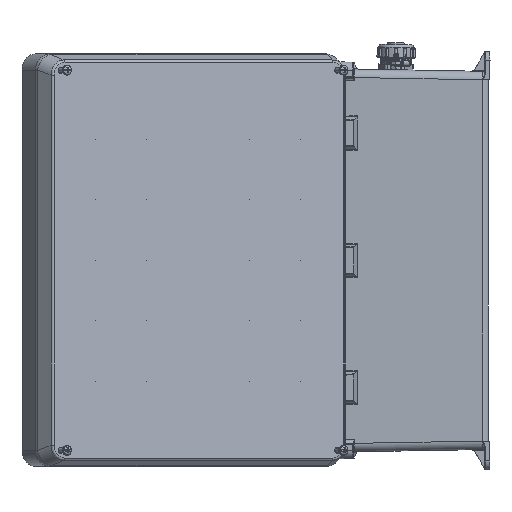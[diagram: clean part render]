
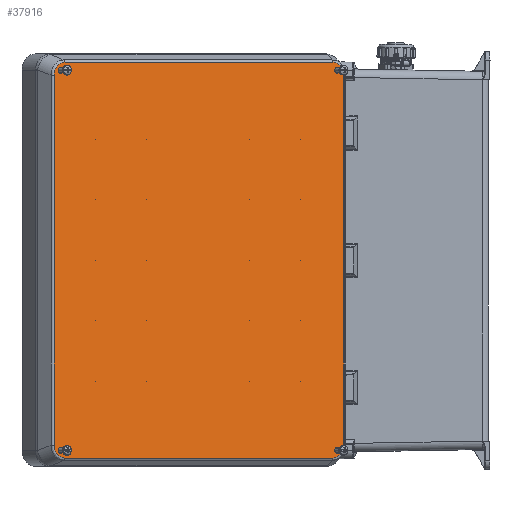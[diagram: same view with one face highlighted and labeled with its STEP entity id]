
A CAD part, left-side view. The second image highlights one B-rep face of the part: STEP entity #37916.
In plain terms, the highlighted face is planar.
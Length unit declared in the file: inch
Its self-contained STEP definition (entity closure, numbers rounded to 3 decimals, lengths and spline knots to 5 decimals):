
#1653 = CARTESIAN_POINT ( 'NONE',  ( 0., 0., -15.00544 ) ) ;
#2533 = DIRECTION ( 'NONE',  ( 0., 0., 1. ) ) ;
#2933 = ORIENTED_EDGE ( 'NONE', *, *, #28638, .F. ) ;
#3463 = EDGE_CURVE ( 'NONE', #4446, #22802, #21458, .T. ) ;
#3906 = AXIS2_PLACEMENT_3D ( 'NONE', #11278, #42561, #15810 ) ;
#4144 = FACE_BOUND ( 'NONE', #4441, .T. ) ;
#4392 = LINE ( 'NONE', #15962, #38780 ) ;
#4441 = EDGE_LOOP ( 'NONE', ( #29258 ) ) ;
#4446 = VERTEX_POINT ( 'NONE', #16951 ) ;
#5190 = CARTESIAN_POINT ( 'NONE',  ( 0., 0., -0.31456 ) ) ;
#5268 = LINE ( 'NONE', #5190, #26329 ) ;
#5629 = CARTESIAN_POINT ( 'NONE',  ( -5.86991, 0., -15.00544 ) ) ;
#5741 = EDGE_CURVE ( 'NONE', #53967, #53967, #27045, .T. ) ;
#6450 = CARTESIAN_POINT ( 'NONE',  ( 6.34544, 0., -0.79009 ) ) ;
#8401 = VERTEX_POINT ( 'NONE', #6450 ) ;
#8486 = ORIENTED_EDGE ( 'NONE', *, *, #14242, .T. ) ;
#10575 = VERTEX_POINT ( 'NONE', #23755 ) ;
#10731 = AXIS2_PLACEMENT_3D ( 'NONE', #25695, #56990, #30187 ) ;
#11049 = EDGE_LOOP ( 'NONE', ( #51159, #40495, #57582, #2933, #8486, #24912, #45377, #47853 ) ) ;
#11278 = CARTESIAN_POINT ( 'NONE',  ( 6.05905, 0., -14.71905 ) ) ;
#11464 = CARTESIAN_POINT ( 'NONE',  ( -6.15371, 0., -15.00544 ) ) ;
#11593 = CARTESIAN_POINT ( 'NONE',  ( 6.05905, 0., -0.71095 ) ) ;
#14242 = EDGE_CURVE ( 'NONE', #18047, #22055, #42782, .T. ) ;
#15403 = EDGE_CURVE ( 'NONE', #10575, #10575, #43192, .T. ) ;
#15429 = CARTESIAN_POINT ( 'NONE',  ( 6.34544, 0., -14.81371 ) ) ;
#15544 = CARTESIAN_POINT ( 'NONE',  ( -6.34544, 0., -0.50629 ) ) ;
#15810 = DIRECTION ( 'NONE',  ( 0., 0., 1. ) ) ;
#15944 = ORIENTED_EDGE ( 'NONE', *, *, #5741, .F. ) ;
#15962 = CARTESIAN_POINT ( 'NONE',  ( 6.34544, 0., -0.81219 ) ) ;
#15998 = CARTESIAN_POINT ( 'NONE',  ( -6.34544, 0., -14.52991 ) ) ;
#16158 = FACE_BOUND ( 'NONE', #51535, .T. ) ;
#16951 = CARTESIAN_POINT ( 'NONE',  ( 6.34544, 0., -14.52991 ) ) ;
#17579 = FACE_BOUND ( 'NONE', #24645, .T. ) ;
#18047 = VERTEX_POINT ( 'NONE', #25292 ) ;
#18094 = CARTESIAN_POINT ( 'NONE',  ( -6.05905, 0., -0.60095 ) ) ;
#18264 = CARTESIAN_POINT ( 'NONE',  ( 5.86991, 0., -0.31456 ) ) ;
#19987 =( BOUNDED_CURVE ( )  B_SPLINE_CURVE ( 3, ( #35997, #31511, #44988, #18264 ),
 .UNSPECIFIED., .F., .F. ) 
 B_SPLINE_CURVE_WITH_KNOTS ( ( 4, 4 ),
 ( 2.40401, 3.87917 ),
 .UNSPECIFIED. ) 
 CURVE ( )  GEOMETRIC_REPRESENTATION_ITEM ( )  RATIONAL_B_SPLINE_CURVE ( ( 1., 0.827, 0.827, 1. ) ) 
 REPRESENTATION_ITEM ( '' )  );
#20150 = CARTESIAN_POINT ( 'NONE',  ( -6.34544, 0., -14.81371 ) ) ;
#20660 = DIRECTION ( 'NONE',  ( 0., 1., 0. ) ) ;
#21458 =( BOUNDED_CURVE ( )  B_SPLINE_CURVE ( 3, ( #51144, #15429, #28708, #24424 ),
 .UNSPECIFIED., .F., .T. ) 
 B_SPLINE_CURVE_WITH_KNOTS ( ( 4, 4 ),
 ( 2.40401, 3.87917 ),
 .UNSPECIFIED. ) 
 CURVE ( )  GEOMETRIC_REPRESENTATION_ITEM ( )  RATIONAL_B_SPLINE_CURVE ( ( 1., 0.827, 0.827, 1. ) ) 
 REPRESENTATION_ITEM ( '' )  );
#22055 = VERTEX_POINT ( 'NONE', #5629 ) ;
#22571 = DIRECTION ( 'NONE',  ( 0., 0., -1. ) ) ;
#22802 = VERTEX_POINT ( 'NONE', #43942 ) ;
#23448 = DIRECTION ( 'NONE',  ( -1., 0., 0. ) ) ;
#23509 = CARTESIAN_POINT ( 'NONE',  ( -6.34544, 0., -0.79009 ) ) ;
#23731 = VERTEX_POINT ( 'NONE', #48045 ) ;
#23755 = CARTESIAN_POINT ( 'NONE',  ( -6.05905, 0., -14.60685 ) ) ;
#24074 = ORIENTED_EDGE ( 'NONE', *, *, #28742, .F. ) ;
#24424 = CARTESIAN_POINT ( 'NONE',  ( 5.86991, 0., -15.00544 ) ) ;
#24541 = CARTESIAN_POINT ( 'NONE',  ( -6.15371, 0., -0.31456 ) ) ;
#24645 = EDGE_LOOP ( 'NONE', ( #15944 ) ) ;
#24912 = ORIENTED_EDGE ( 'NONE', *, *, #50189, .F. ) ;
#25292 = CARTESIAN_POINT ( 'NONE',  ( -6.34544, 0., -14.52991 ) ) ;
#25695 = CARTESIAN_POINT ( 'NONE',  ( 6.05905, 0., -0.60095 ) ) ;
#26329 = VECTOR ( 'NONE', #23448, 39.37008 ) ;
#26776 = DIRECTION ( 'NONE',  ( 0., 1., 0. ) ) ;
#27045 = CIRCLE ( 'NONE', #29451, 0.1122 ) ;
#28025 = FACE_BOUND ( 'NONE', #35541, .T. ) ;
#28638 = EDGE_CURVE ( 'NONE', #18047, #33054, #57754, .T. ) ;
#28708 = CARTESIAN_POINT ( 'NONE',  ( 6.15371, 0., -15.00544 ) ) ;
#28742 = EDGE_CURVE ( 'NONE', #44794, #44794, #53496, .T. ) ;
#29201 = CARTESIAN_POINT ( 'NONE',  ( -6.34544, 0., -0.81219 ) ) ;
#29258 = ORIENTED_EDGE ( 'NONE', *, *, #50262, .T. ) ;
#29450 = EDGE_CURVE ( 'NONE', #39005, #34357, #5268, .T. ) ;
#29451 = AXIS2_PLACEMENT_3D ( 'NONE', #18094, #49287, #22571 ) ;
#30187 = DIRECTION ( 'NONE',  ( 0., 0., -1. ) ) ;
#31511 = CARTESIAN_POINT ( 'NONE',  ( 6.34544, 0., -0.50629 ) ) ;
#33054 = VERTEX_POINT ( 'NONE', #23509 ) ;
#34320 = CARTESIAN_POINT ( 'NONE',  ( 5.86991, 0., -0.31456 ) ) ;
#34357 = VERTEX_POINT ( 'NONE', #43119 ) ;
#35201 = CIRCLE ( 'NONE', #3906, 0.11 ) ;
#35276 = CARTESIAN_POINT ( 'NONE',  ( -6.05905, 0., -0.71315 ) ) ;
#35541 = EDGE_LOOP ( 'NONE', ( #24074 ) ) ;
#35588 = AXIS2_PLACEMENT_3D ( 'NONE', #53541, #26776, #58082 ) ;
#35997 = CARTESIAN_POINT ( 'NONE',  ( 6.34544, 0., -0.79009 ) ) ;
#37916 = ADVANCED_FACE ( 'NONE', ( #17579, #28025, #53186, #16158, #4144 ), #47338, .F. ) ;
#38780 = VECTOR ( 'NONE', #43324, 39.37008 ) ;
#39005 = VERTEX_POINT ( 'NONE', #34320 ) ;
#39398 = EDGE_CURVE ( 'NONE', #33054, #34357, #56163, .T. ) ;
#39453 = VECTOR ( 'NONE', #50910, 39.37008 ) ;
#39471 = ORIENTED_EDGE ( 'NONE', *, *, #15403, .T. ) ;
#40495 = ORIENTED_EDGE ( 'NONE', *, *, #29450, .T. ) ;
#42015 = EDGE_CURVE ( 'NONE', #8401, #39005, #19987, .T. ) ;
#42561 = DIRECTION ( 'NONE',  ( 0., 1., 0. ) ) ;
#42706 = CARTESIAN_POINT ( 'NONE',  ( 6.66, 0., 0. ) ) ;
#42782 =( BOUNDED_CURVE ( )  B_SPLINE_CURVE ( 3, ( #15998, #20150, #11464, #47220 ),
 .UNSPECIFIED., .F., .F. ) 
 B_SPLINE_CURVE_WITH_KNOTS ( ( 4, 4 ),
 ( 2.40401, 3.87917 ),
 .UNSPECIFIED. ) 
 CURVE ( )  GEOMETRIC_REPRESENTATION_ITEM ( )  RATIONAL_B_SPLINE_CURVE ( ( 1., 0.827, 0.827, 1. ) ) 
 REPRESENTATION_ITEM ( '' )  );
#43119 = CARTESIAN_POINT ( 'NONE',  ( -5.86991, 0., -0.31456 ) ) ;
#43192 = CIRCLE ( 'NONE', #35588, 0.1122 ) ;
#43324 = DIRECTION ( 'NONE',  ( 0., 0., 1. ) ) ;
#43942 = CARTESIAN_POINT ( 'NONE',  ( 5.86991, 0., -15.00544 ) ) ;
#44794 = VERTEX_POINT ( 'NONE', #11593 ) ;
#44796 = EDGE_CURVE ( 'NONE', #4446, #8401, #4392, .T. ) ;
#44988 = CARTESIAN_POINT ( 'NONE',  ( 6.15371, 0., -0.31456 ) ) ;
#45377 = ORIENTED_EDGE ( 'NONE', *, *, #3463, .F. ) ;
#45818 = VECTOR ( 'NONE', #2533, 39.37008 ) ;
#46765 = CARTESIAN_POINT ( 'NONE',  ( -6.34544, 0., -0.79009 ) ) ;
#47220 = CARTESIAN_POINT ( 'NONE',  ( -5.86991, 0., -15.00544 ) ) ;
#47338 = PLANE ( 'NONE',  #50666 ) ;
#47853 = ORIENTED_EDGE ( 'NONE', *, *, #44796, .T. ) ;
#48045 = CARTESIAN_POINT ( 'NONE',  ( 6.05905, 0., -14.60905 ) ) ;
#49287 = DIRECTION ( 'NONE',  ( 0., -1., 0. ) ) ;
#50189 = EDGE_CURVE ( 'NONE', #22802, #22055, #52695, .T. ) ;
#50262 = EDGE_CURVE ( 'NONE', #23731, #23731, #35201, .T. ) ;
#50666 = AXIS2_PLACEMENT_3D ( 'NONE', #42706, #20660, #51844 ) ;
#50910 = DIRECTION ( 'NONE',  ( -1., 0., 0. ) ) ;
#51144 = CARTESIAN_POINT ( 'NONE',  ( 6.34544, 0., -14.52991 ) ) ;
#51159 = ORIENTED_EDGE ( 'NONE', *, *, #42015, .T. ) ;
#51535 = EDGE_LOOP ( 'NONE', ( #39471 ) ) ;
#51844 = DIRECTION ( 'NONE',  ( 0., 0., 1. ) ) ;
#52695 = LINE ( 'NONE', #1653, #39453 ) ;
#53186 = FACE_OUTER_BOUND ( 'NONE', #11049, .T. ) ;
#53496 = CIRCLE ( 'NONE', #10731, 0.11 ) ;
#53541 = CARTESIAN_POINT ( 'NONE',  ( -6.05905, 0., -14.71905 ) ) ;
#53967 = VERTEX_POINT ( 'NONE', #35276 ) ;
#55808 = CARTESIAN_POINT ( 'NONE',  ( -5.86991, 0., -0.31456 ) ) ;
#56163 =( BOUNDED_CURVE ( )  B_SPLINE_CURVE ( 3, ( #46765, #15544, #24541, #55808 ),
 .UNSPECIFIED., .F., .F. ) 
 B_SPLINE_CURVE_WITH_KNOTS ( ( 4, 4 ),
 ( 2.40401, 3.87917 ),
 .UNSPECIFIED. ) 
 CURVE ( )  GEOMETRIC_REPRESENTATION_ITEM ( )  RATIONAL_B_SPLINE_CURVE ( ( 1., 0.827, 0.827, 1. ) ) 
 REPRESENTATION_ITEM ( '' )  );
#56990 = DIRECTION ( 'NONE',  ( 0., -1., 0. ) ) ;
#57582 = ORIENTED_EDGE ( 'NONE', *, *, #39398, .F. ) ;
#57754 = LINE ( 'NONE', #29201, #45818 ) ;
#58082 = DIRECTION ( 'NONE',  ( 0., 0., 1. ) ) ;
